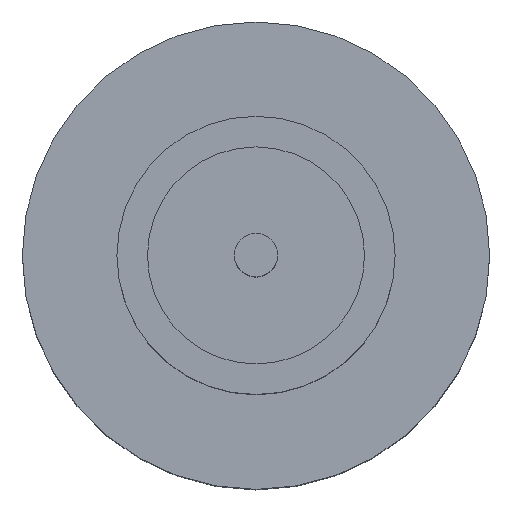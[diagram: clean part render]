
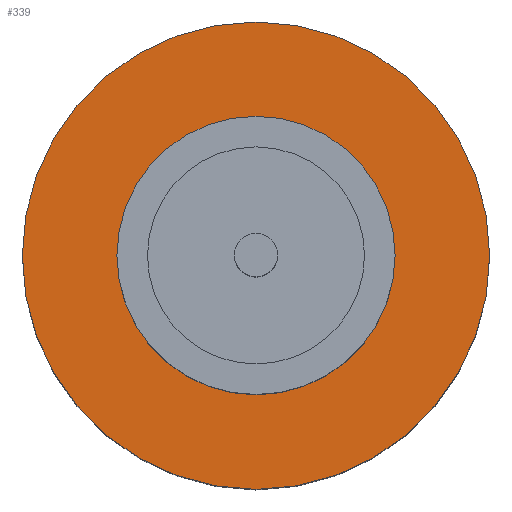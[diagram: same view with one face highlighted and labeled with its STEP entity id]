
A CAD part, top view. The second image highlights one B-rep face of the part: STEP entity #339.
In plain terms, the highlighted planar face has unit normal (0, 0, 1).
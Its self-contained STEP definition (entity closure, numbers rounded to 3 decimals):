
#2 = DIRECTION ( 'NONE',  ( 1., 0., 0. ) ) ;
#14 = DIRECTION ( 'NONE',  ( 0., 0., 1. ) ) ;
#15 = EDGE_CURVE ( 'NONE', #375, #597, #954, .T. ) ;
#22 = CARTESIAN_POINT ( 'NONE',  ( 2.1, 0., 1.55 ) ) ;
#24 = CARTESIAN_POINT ( 'NONE',  ( 1.25, 0., 1.55 ) ) ;
#27 = DIRECTION ( 'NONE',  ( 1., 0., 0. ) ) ;
#76 = FACE_BOUND ( 'NONE', #645, .T. ) ;
#79 = CARTESIAN_POINT ( 'NONE',  ( 0., 0., 1.55 ) ) ;
#97 = DIRECTION ( 'NONE',  ( 1., 0., 0. ) ) ;
#99 = EDGE_LOOP ( 'NONE', ( #178, #853 ) ) ;
#149 = AXIS2_PLACEMENT_3D ( 'NONE', #392, #674, #97 ) ;
#178 = ORIENTED_EDGE ( 'NONE', *, *, #578, .T. ) ;
#231 = FACE_OUTER_BOUND ( 'NONE', #99, .T. ) ;
#315 = DIRECTION ( 'NONE',  ( 1., 0., 0. ) ) ;
#339 = ADVANCED_FACE ( 'NONE', ( #76, #231 ), #376, .T. ) ;
#347 = EDGE_CURVE ( 'NONE', #372, #856, #926, .T. ) ;
#348 = DIRECTION ( 'NONE',  ( 1., 0., 0. ) ) ;
#372 = VERTEX_POINT ( 'NONE', #24 ) ;
#375 = VERTEX_POINT ( 'NONE', #22 ) ;
#376 = PLANE ( 'NONE',  #745 ) ;
#392 = CARTESIAN_POINT ( 'NONE',  ( 0., 0., 1.55 ) ) ;
#421 = EDGE_CURVE ( 'NONE', #856, #372, #602, .T. ) ;
#431 = CARTESIAN_POINT ( 'NONE',  ( 0., 0., 1.55 ) ) ;
#437 = ORIENTED_EDGE ( 'NONE', *, *, #347, .F. ) ;
#496 = CARTESIAN_POINT ( 'NONE',  ( -1.25, 0., 1.55 ) ) ;
#554 = CARTESIAN_POINT ( 'NONE',  ( -2.1, 0., 1.55 ) ) ;
#558 = AXIS2_PLACEMENT_3D ( 'NONE', #675, #613, #27 ) ;
#559 = DIRECTION ( 'NONE',  ( 0., 0., 1. ) ) ;
#578 = EDGE_CURVE ( 'NONE', #597, #375, #790, .T. ) ;
#589 = CARTESIAN_POINT ( 'NONE',  ( 0., 0., 1.55 ) ) ;
#597 = VERTEX_POINT ( 'NONE', #554 ) ;
#602 = CIRCLE ( 'NONE', #149, 1.25 ) ;
#613 = DIRECTION ( 'NONE',  ( 0., 0., 1. ) ) ;
#645 = EDGE_LOOP ( 'NONE', ( #437, #839 ) ) ;
#661 = AXIS2_PLACEMENT_3D ( 'NONE', #431, #559, #348 ) ;
#674 = DIRECTION ( 'NONE',  ( 0., 0., 1. ) ) ;
#675 = CARTESIAN_POINT ( 'NONE',  ( 0., 0., 1.55 ) ) ;
#745 = AXIS2_PLACEMENT_3D ( 'NONE', #589, #880, #2 ) ;
#790 = CIRCLE ( 'NONE', #661, 2.1 ) ;
#839 = ORIENTED_EDGE ( 'NONE', *, *, #421, .F. ) ;
#853 = ORIENTED_EDGE ( 'NONE', *, *, #15, .T. ) ;
#856 = VERTEX_POINT ( 'NONE', #496 ) ;
#880 = DIRECTION ( 'NONE',  ( 0., 0., 1. ) ) ;
#926 = CIRCLE ( 'NONE', #935, 1.25 ) ;
#935 = AXIS2_PLACEMENT_3D ( 'NONE', #79, #14, #315 ) ;
#954 = CIRCLE ( 'NONE', #558, 2.1 ) ;
